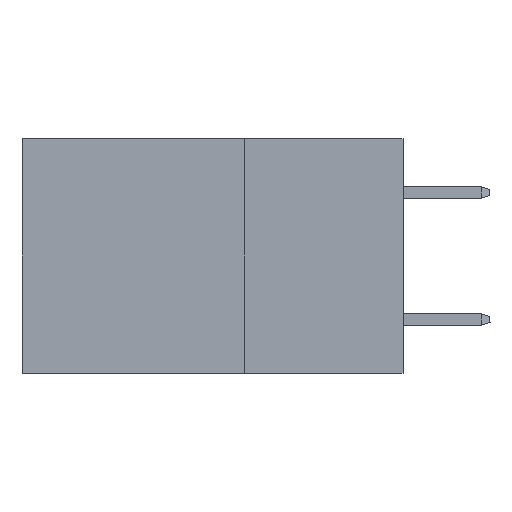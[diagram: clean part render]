
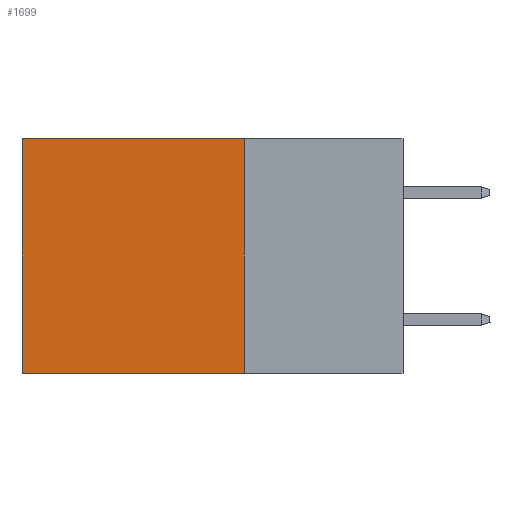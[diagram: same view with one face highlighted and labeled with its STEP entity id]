
A CAD part, left-side view. The second image highlights one B-rep face of the part: STEP entity #1699.
In plain terms, the highlighted planar face has unit normal (-1, 0, 0).
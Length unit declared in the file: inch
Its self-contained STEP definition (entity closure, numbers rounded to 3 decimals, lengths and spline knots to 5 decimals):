
#785 = CARTESIAN_POINT ( 'NONE',  ( 0.2875, 0.25, 0. ) ) ;
#1318 = EDGE_CURVE ( 'NONE', #14226, #6251, #12914, .T. ) ;
#1699 = ADVANCED_FACE ( 'NONE', ( #15571 ), #12751, .F. ) ;
#3195 = CARTESIAN_POINT ( 'NONE',  ( 0.2875, 0.25, 0. ) ) ;
#3647 = CARTESIAN_POINT ( 'NONE',  ( 0.2875, 0.6, 0. ) ) ;
#4333 = ORIENTED_EDGE ( 'NONE', *, *, #11672, .T. ) ;
#4975 = DIRECTION ( 'NONE',  ( 0., 0., -1. ) ) ;
#5280 = LINE ( 'NONE', #18788, #9040 ) ;
#5786 = CARTESIAN_POINT ( 'NONE',  ( 0.2875, 0.6, -0.37 ) ) ;
#6116 = VERTEX_POINT ( 'NONE', #8262 ) ;
#6251 = VERTEX_POINT ( 'NONE', #3647 ) ;
#6383 = CARTESIAN_POINT ( 'NONE',  ( 0.2875, 0.6, 0. ) ) ;
#8262 = CARTESIAN_POINT ( 'NONE',  ( 0.2875, 0.25, -0.37 ) ) ;
#8916 = ORIENTED_EDGE ( 'NONE', *, *, #1318, .T. ) ;
#9040 = VECTOR ( 'NONE', #10779, 39.37008 ) ;
#10779 = DIRECTION ( 'NONE',  ( 0., 0., -1. ) ) ;
#11357 = EDGE_CURVE ( 'NONE', #6116, #21315, #14932, .T. ) ;
#11672 = EDGE_CURVE ( 'NONE', #6251, #21315, #20761, .T. ) ;
#11745 = VECTOR ( 'NONE', #13091, 39.37008 ) ;
#12468 = VECTOR ( 'NONE', #19238, 39.37008 ) ;
#12751 = PLANE ( 'NONE',  #16632 ) ;
#12764 = CARTESIAN_POINT ( 'NONE',  ( 0.2875, 0.25, 0. ) ) ;
#12914 = LINE ( 'NONE', #3195, #15922 ) ;
#13091 = DIRECTION ( 'NONE',  ( 0., 1., 0. ) ) ;
#14226 = VERTEX_POINT ( 'NONE', #12764 ) ;
#14529 = DIRECTION ( 'NONE',  ( 0., 1., 0. ) ) ;
#14814 = CARTESIAN_POINT ( 'NONE',  ( 0.2875, 0.25, -0.37 ) ) ;
#14932 = LINE ( 'NONE', #14814, #11745 ) ;
#15571 = FACE_OUTER_BOUND ( 'NONE', #16136, .T. ) ;
#15922 = VECTOR ( 'NONE', #14529, 39.37008 ) ;
#16117 = EDGE_CURVE ( 'NONE', #14226, #6116, #5280, .T. ) ;
#16136 = EDGE_LOOP ( 'NONE', ( #4333, #16293, #17051, #8916 ) ) ;
#16293 = ORIENTED_EDGE ( 'NONE', *, *, #11357, .F. ) ;
#16632 = AXIS2_PLACEMENT_3D ( 'NONE', #785, #17301, #4975 ) ;
#17051 = ORIENTED_EDGE ( 'NONE', *, *, #16117, .F. ) ;
#17301 = DIRECTION ( 'NONE',  ( 1., 0., 0. ) ) ;
#18788 = CARTESIAN_POINT ( 'NONE',  ( 0.2875, 0.25, 0. ) ) ;
#19238 = DIRECTION ( 'NONE',  ( 0., 0., -1. ) ) ;
#20761 = LINE ( 'NONE', #6383, #12468 ) ;
#21315 = VERTEX_POINT ( 'NONE', #5786 ) ;
